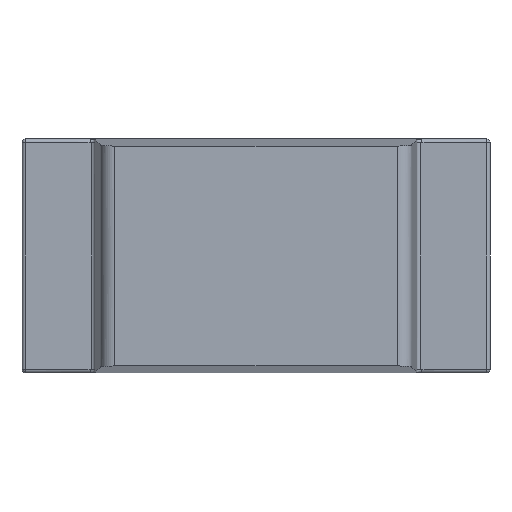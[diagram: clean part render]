
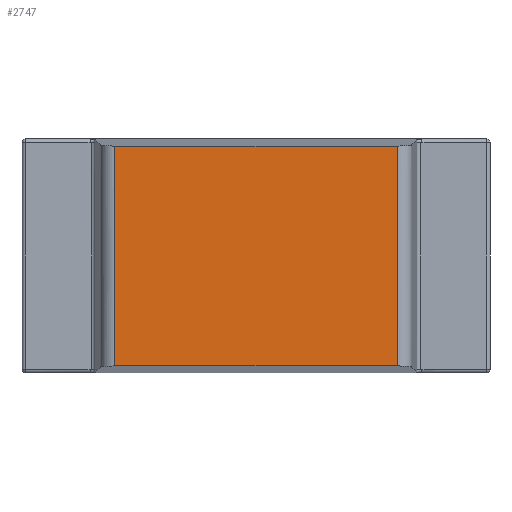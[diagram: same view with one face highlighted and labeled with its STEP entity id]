
A CAD part, front view. The second image highlights one B-rep face of the part: STEP entity #2747.
In plain terms, the highlighted planar face has unit normal (0, -1, 0).
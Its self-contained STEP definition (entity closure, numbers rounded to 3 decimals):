
#91 = EDGE_CURVE ( 'NONE', #141, #3731, #3285, .T. ) ;
#140 = CARTESIAN_POINT ( 'NONE',  ( -0.965, -0.5, 0. ) ) ;
#141 = VERTEX_POINT ( 'NONE', #2855 ) ;
#157 = DIRECTION ( 'NONE',  ( 0., 0., 1. ) ) ;
#187 = ORIENTED_EDGE ( 'NONE', *, *, #2174, .T. ) ;
#464 = DIRECTION ( 'NONE',  ( 0., 0., -1. ) ) ;
#599 = FACE_OUTER_BOUND ( 'NONE', #3344, .T. ) ;
#758 = LINE ( 'NONE', #3438, #2791 ) ;
#766 = DIRECTION ( 'NONE',  ( 0., -1., 0. ) ) ;
#988 = VERTEX_POINT ( 'NONE', #4533 ) ;
#1463 = CARTESIAN_POINT ( 'NONE',  ( 0.965, -0.5, 0.752 ) ) ;
#1992 = PLANE ( 'NONE',  #3087 ) ;
#2027 = CARTESIAN_POINT ( 'NONE',  ( 1.105, -0.5, 0.752 ) ) ;
#2174 = EDGE_CURVE ( 'NONE', #2652, #988, #2253, .T. ) ;
#2253 = LINE ( 'NONE', #140, #2931 ) ;
#2263 = EDGE_CURVE ( 'NONE', #2652, #3731, #2742, .T. ) ;
#2375 = DIRECTION ( 'NONE',  ( 0., 0., -1. ) ) ;
#2652 = VERTEX_POINT ( 'NONE', #3471 ) ;
#2674 = VECTOR ( 'NONE', #157, 1000. ) ;
#2742 = LINE ( 'NONE', #2027, #4129 ) ;
#2747 = ADVANCED_FACE ( 'NONE', ( #599 ), #1992, .T. ) ;
#2770 = ORIENTED_EDGE ( 'NONE', *, *, #2263, .F. ) ;
#2791 = VECTOR ( 'NONE', #4209, 1000. ) ;
#2855 = CARTESIAN_POINT ( 'NONE',  ( 0.965, -0.5, -0.752 ) ) ;
#2931 = VECTOR ( 'NONE', #464, 1000. ) ;
#3074 = ORIENTED_EDGE ( 'NONE', *, *, #3748, .F. ) ;
#3087 = AXIS2_PLACEMENT_3D ( 'NONE', #3505, #766, #2375 ) ;
#3230 = CARTESIAN_POINT ( 'NONE',  ( 0.965, -0.5, 0. ) ) ;
#3285 = LINE ( 'NONE', #3230, #2674 ) ;
#3344 = EDGE_LOOP ( 'NONE', ( #4406, #2770, #187, #3074 ) ) ;
#3438 = CARTESIAN_POINT ( 'NONE',  ( -1.105, -0.5, -0.752 ) ) ;
#3471 = CARTESIAN_POINT ( 'NONE',  ( -0.965, -0.5, 0.752 ) ) ;
#3505 = CARTESIAN_POINT ( 'NONE',  ( 0., -0.5, 0. ) ) ;
#3731 = VERTEX_POINT ( 'NONE', #1463 ) ;
#3748 = EDGE_CURVE ( 'NONE', #141, #988, #758, .T. ) ;
#4129 = VECTOR ( 'NONE', #4721, 1000. ) ;
#4209 = DIRECTION ( 'NONE',  ( -1., 0., 0. ) ) ;
#4406 = ORIENTED_EDGE ( 'NONE', *, *, #91, .T. ) ;
#4533 = CARTESIAN_POINT ( 'NONE',  ( -0.965, -0.5, -0.752 ) ) ;
#4721 = DIRECTION ( 'NONE',  ( 1., 0., 0. ) ) ;
